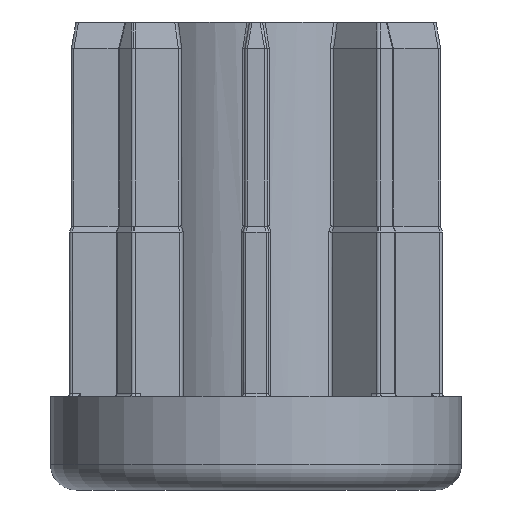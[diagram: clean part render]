
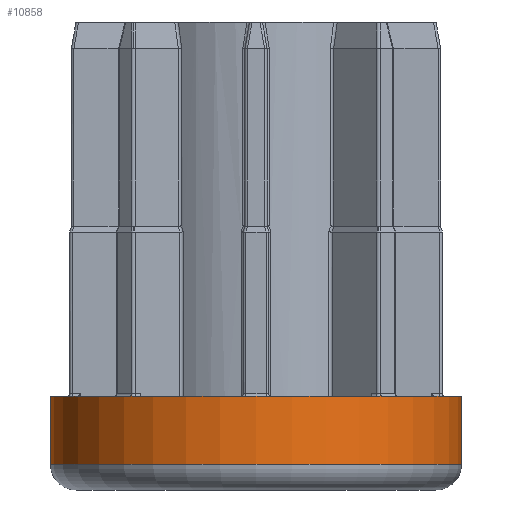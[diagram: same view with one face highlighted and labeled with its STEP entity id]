
A CAD part, front view. The second image highlights one B-rep face of the part: STEP entity #10858.
In plain terms, the highlighted cylindrical face has radius 24.15 mm (diameter 48.3 mm), a partial arc.
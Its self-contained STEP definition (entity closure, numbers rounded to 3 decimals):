
#13 = CYLINDRICAL_SURFACE ( 'NONE', #377, 24.15 ) ;
#377 = AXIS2_PLACEMENT_3D ( 'NONE', #13280, #5372, #3194 ) ;
#1132 = LINE ( 'NONE', #12861, #11764 ) ;
#1647 = CARTESIAN_POINT ( 'NONE',  ( 0., 0., 11. ) ) ;
#1928 = CARTESIAN_POINT ( 'NONE',  ( -24.15, 0., 3. ) ) ;
#2152 = EDGE_CURVE ( 'NONE', #8253, #7184, #10034, .T. ) ;
#2247 = VERTEX_POINT ( 'NONE', #11877 ) ;
#2681 = VERTEX_POINT ( 'NONE', #3925 ) ;
#2715 = ORIENTED_EDGE ( 'NONE', *, *, #12351, .F. ) ;
#2717 = DIRECTION ( 'NONE',  ( 1., 0., 0. ) ) ;
#3004 = CIRCLE ( 'NONE', #5815, 24.15 ) ;
#3194 = DIRECTION ( 'NONE',  ( -1., 0., 0. ) ) ;
#3459 = DIRECTION ( 'NONE',  ( 0., 0., 1. ) ) ;
#3925 = CARTESIAN_POINT ( 'NONE',  ( 24.15, 0., 11. ) ) ;
#4435 = EDGE_LOOP ( 'NONE', ( #6690, #2715, #9040, #6364 ) ) ;
#5372 = DIRECTION ( 'NONE',  ( 0., 0., -1. ) ) ;
#5815 = AXIS2_PLACEMENT_3D ( 'NONE', #1647, #9022, #2717 ) ;
#5865 = CARTESIAN_POINT ( 'NONE',  ( -24.15, 0., 11. ) ) ;
#6364 = ORIENTED_EDGE ( 'NONE', *, *, #13184, .T. ) ;
#6690 = ORIENTED_EDGE ( 'NONE', *, *, #12826, .F. ) ;
#7184 = VERTEX_POINT ( 'NONE', #1928 ) ;
#7374 = AXIS2_PLACEMENT_3D ( 'NONE', #9680, #3459, #10664 ) ;
#7407 = VECTOR ( 'NONE', #11794, 1000. ) ;
#8253 = VERTEX_POINT ( 'NONE', #12543 ) ;
#9022 = DIRECTION ( 'NONE',  ( 0., 0., 1. ) ) ;
#9040 = ORIENTED_EDGE ( 'NONE', *, *, #2152, .T. ) ;
#9680 = CARTESIAN_POINT ( 'NONE',  ( 0., 0., 3. ) ) ;
#10034 = LINE ( 'NONE', #5865, #7407 ) ;
#10664 = DIRECTION ( 'NONE',  ( 1., 0., 0. ) ) ;
#10858 = ADVANCED_FACE ( 'NONE', ( #11051 ), #13, .T. ) ;
#11051 = FACE_OUTER_BOUND ( 'NONE', #4435, .T. ) ;
#11297 = CIRCLE ( 'NONE', #7374, 24.15 ) ;
#11764 = VECTOR ( 'NONE', #11876, 1000. ) ;
#11794 = DIRECTION ( 'NONE',  ( 0., 0., -1. ) ) ;
#11876 = DIRECTION ( 'NONE',  ( 0., 0., -1. ) ) ;
#11877 = CARTESIAN_POINT ( 'NONE',  ( 24.15, 0., 3. ) ) ;
#12351 = EDGE_CURVE ( 'NONE', #8253, #2681, #3004, .T. ) ;
#12543 = CARTESIAN_POINT ( 'NONE',  ( -24.15, 0., 11. ) ) ;
#12826 = EDGE_CURVE ( 'NONE', #2681, #2247, #1132, .T. ) ;
#12861 = CARTESIAN_POINT ( 'NONE',  ( 24.15, 0., 11. ) ) ;
#13184 = EDGE_CURVE ( 'NONE', #7184, #2247, #11297, .T. ) ;
#13280 = CARTESIAN_POINT ( 'NONE',  ( 0., 0., 11. ) ) ;
